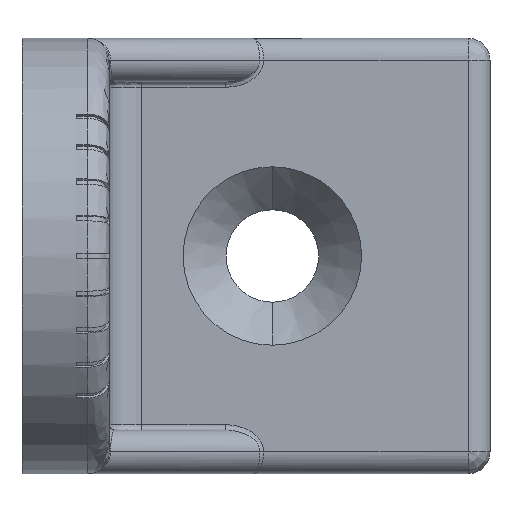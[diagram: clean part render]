
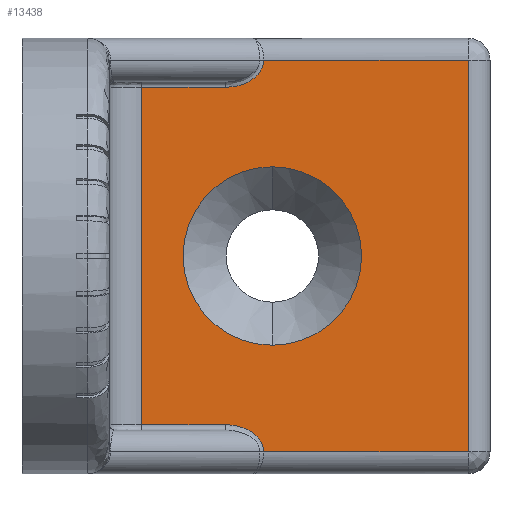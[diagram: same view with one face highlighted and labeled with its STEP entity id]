
A CAD part, left-side view. The second image highlights one B-rep face of the part: STEP entity #13438.
In plain terms, the highlighted planar face has unit normal (-1, 0, 0).
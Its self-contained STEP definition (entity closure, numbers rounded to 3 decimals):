
#2 = ORIENTED_EDGE ( 'NONE', *, *, #13747, .F. ) ;
#33 = VECTOR ( 'NONE', #7431, 1000. ) ;
#105 = AXIS2_PLACEMENT_3D ( 'NONE', #7454, #7832, #7424 ) ;
#322 = VERTEX_POINT ( 'NONE', #9905 ) ;
#347 = CARTESIAN_POINT ( 'NONE',  ( -8., -11., -15.5 ) ) ;
#725 = VERTEX_POINT ( 'NONE', #7639 ) ;
#727 = ORIENTED_EDGE ( 'NONE', *, *, #11326, .F. ) ;
#747 = EDGE_CURVE ( 'NONE', #1970, #5677, #2105, .T. ) ;
#806 = CARTESIAN_POINT ( 'NONE',  ( -8., -20.452, 15.816 ) ) ;
#1242 = ORIENTED_EDGE ( 'NONE', *, *, #7686, .F. ) ;
#1253 = CARTESIAN_POINT ( 'NONE',  ( -8., -41., 18. ) ) ;
#1328 = CARTESIAN_POINT ( 'NONE',  ( -8., -22.207, 18. ) ) ;
#1580 = ORIENTED_EDGE ( 'NONE', *, *, #747, .F. ) ;
#1970 = VERTEX_POINT ( 'NONE', #1328 ) ;
#2105 = LINE ( 'NONE', #7651, #8041 ) ;
#2199 = AXIS2_PLACEMENT_3D ( 'NONE', #4891, #9841, #11818 ) ;
#2313 = VERTEX_POINT ( 'NONE', #347 ) ;
#2460 = ORIENTED_EDGE ( 'NONE', *, *, #11292, .F. ) ;
#2802 = ORIENTED_EDGE ( 'NONE', *, *, #7988, .F. ) ;
#2838 = ORIENTED_EDGE ( 'NONE', *, *, #13108, .F. ) ;
#3276 = CARTESIAN_POINT ( 'NONE',  ( -8., -22.207, 18. ) ) ;
#3305 = VECTOR ( 'NONE', #11934, 1000. ) ;
#3307 = ORIENTED_EDGE ( 'NONE', *, *, #6518, .F. ) ;
#3311 = CARTESIAN_POINT ( 'NONE',  ( -8., -19.134, 15.5 ) ) ;
#3382 = LINE ( 'NONE', #12736, #3305 ) ;
#3435 = CARTESIAN_POINT ( 'NONE',  ( -8., -18.672, 15.5 ) ) ;
#3975 = CARTESIAN_POINT ( 'NONE',  ( -8., -22.207, -18. ) ) ;
#3996 = VECTOR ( 'NONE', #8037, 1000. ) ;
#4331 = EDGE_CURVE ( 'NONE', #322, #13401, #10438, .T. ) ;
#4467 = VECTOR ( 'NONE', #11229, 1000. ) ;
#4646 = CARTESIAN_POINT ( 'NONE',  ( -8., -11., 20. ) ) ;
#4651 = CARTESIAN_POINT ( 'NONE',  ( -8., -22.115, 17.346 ) ) ;
#4660 = DIRECTION ( 'NONE',  ( 0., 0., 1. ) ) ;
#4891 = CARTESIAN_POINT ( 'NONE',  ( -8., -23., 0. ) ) ;
#5262 = CARTESIAN_POINT ( 'NONE',  ( -8., -11., 15.5 ) ) ;
#5473 = CARTESIAN_POINT ( 'NONE',  ( -8., -19.597, 15.565 ) ) ;
#5677 = VERTEX_POINT ( 'NONE', #1253 ) ;
#5819 = FACE_BOUND ( 'NONE', #12539, .T. ) ;
#5867 = CARTESIAN_POINT ( 'NONE',  ( -8., -41., -18. ) ) ;
#6157 = CARTESIAN_POINT ( 'NONE',  ( -8., -20.844, 16.001 ) ) ;
#6158 = B_SPLINE_CURVE_WITH_KNOTS ( 'NONE', 3,
 ( #3435, #3311, #5473, #806, #6157, #11391, #7726, #4651, #6984, #3276 ),
 .UNSPECIFIED., .F., .F.,
 ( 4, 2, 2, 2, 4 ),
 ( 0., 0.25, 0.5, 0.75, 1. ),
 .UNSPECIFIED. ) ;
#6213 = FACE_OUTER_BOUND ( 'NONE', #6850, .T. ) ;
#6518 = EDGE_CURVE ( 'NONE', #7958, #10979, #6599, .T. ) ;
#6599 = B_SPLINE_CURVE_WITH_KNOTS ( 'NONE', 3,
 ( #12670, #12808, #12713, #12657, #12653, #12642, #12626, #12612, #12597, #12585 ),
 .UNSPECIFIED., .F., .F.,
 ( 4, 2, 2, 2, 4 ),
 ( 0., 0.25, 0.5, 0.75, 1. ),
 .UNSPECIFIED. ) ;
#6723 = LINE ( 'NONE', #7699, #3996 ) ;
#6850 = EDGE_LOOP ( 'NONE', ( #3307, #2838, #2460, #1580, #1242, #727, #2, #9838 ) ) ;
#6984 = CARTESIAN_POINT ( 'NONE',  ( -8., -22.207, 17.673 ) ) ;
#7006 = VERTEX_POINT ( 'NONE', #5867 ) ;
#7244 = VECTOR ( 'NONE', #4660, 1000. ) ;
#7424 = DIRECTION ( 'NONE',  ( 0., 1., 0. ) ) ;
#7431 = DIRECTION ( 'NONE',  ( 0., -1., 0. ) ) ;
#7439 = LINE ( 'NONE', #4646, #7244 ) ;
#7441 = PLANE ( 'NONE',  #105 ) ;
#7454 = CARTESIAN_POINT ( 'NONE',  ( -8., -43., 20. ) ) ;
#7489 = CARTESIAN_POINT ( 'NONE',  ( -8., -18.672, -15.5 ) ) ;
#7524 = DIRECTION ( 'NONE',  ( 0., -1., 0. ) ) ;
#7568 = CARTESIAN_POINT ( 'NONE',  ( -8., -43., 15.5 ) ) ;
#7639 = CARTESIAN_POINT ( 'NONE',  ( -8., -18.672, 15.5 ) ) ;
#7651 = CARTESIAN_POINT ( 'NONE',  ( -8., 0., 18. ) ) ;
#7686 = EDGE_CURVE ( 'NONE', #725, #1970, #6158, .T. ) ;
#7699 = CARTESIAN_POINT ( 'NONE',  ( -8., -41., 20. ) ) ;
#7726 = CARTESIAN_POINT ( 'NONE',  ( -8., -21.761, 16.741 ) ) ;
#7832 = DIRECTION ( 'NONE',  ( 1., 0., 0. ) ) ;
#7958 = VERTEX_POINT ( 'NONE', #3975 ) ;
#7988 = EDGE_CURVE ( 'NONE', #13401, #322, #12598, .T. ) ;
#8000 = CARTESIAN_POINT ( 'NONE',  ( -8., -23., 8.2 ) ) ;
#8037 = DIRECTION ( 'NONE',  ( 0., 0., -1. ) ) ;
#8041 = VECTOR ( 'NONE', #7524, 1000. ) ;
#9838 = ORIENTED_EDGE ( 'NONE', *, *, #12904, .F. ) ;
#9841 = DIRECTION ( 'NONE',  ( -1., 0., 0. ) ) ;
#9886 = ORIENTED_EDGE ( 'NONE', *, *, #4331, .F. ) ;
#9905 = CARTESIAN_POINT ( 'NONE',  ( -8., -23., -8.2 ) ) ;
#10438 = CIRCLE ( 'NONE', #2199, 8.2 ) ;
#10979 = VERTEX_POINT ( 'NONE', #7489 ) ;
#11198 = CARTESIAN_POINT ( 'NONE',  ( -8., -43., -18. ) ) ;
#11229 = DIRECTION ( 'NONE',  ( 0., 1., 0. ) ) ;
#11292 = EDGE_CURVE ( 'NONE', #5677, #7006, #6723, .T. ) ;
#11326 = EDGE_CURVE ( 'NONE', #11600, #725, #13255, .T. ) ;
#11391 = CARTESIAN_POINT ( 'NONE',  ( -8., -21.499, 16.464 ) ) ;
#11492 = DIRECTION ( 'NONE',  ( 0., 0., 1. ) ) ;
#11600 = VERTEX_POINT ( 'NONE', #5262 ) ;
#11818 = DIRECTION ( 'NONE',  ( 0., 0., 1. ) ) ;
#11934 = DIRECTION ( 'NONE',  ( 0., 1., 0. ) ) ;
#12104 = DIRECTION ( 'NONE',  ( -1., 0., 0. ) ) ;
#12229 = CARTESIAN_POINT ( 'NONE',  ( -8., -23., 0. ) ) ;
#12539 = EDGE_LOOP ( 'NONE', ( #2802, #9886 ) ) ;
#12585 = CARTESIAN_POINT ( 'NONE',  ( -8., -18.672, -15.5 ) ) ;
#12597 = CARTESIAN_POINT ( 'NONE',  ( -8., -19.134, -15.5 ) ) ;
#12598 = CIRCLE ( 'NONE', #13118, 8.2 ) ;
#12612 = CARTESIAN_POINT ( 'NONE',  ( -8., -19.597, -15.565 ) ) ;
#12626 = CARTESIAN_POINT ( 'NONE',  ( -8., -20.452, -15.816 ) ) ;
#12642 = CARTESIAN_POINT ( 'NONE',  ( -8., -20.844, -16.001 ) ) ;
#12653 = CARTESIAN_POINT ( 'NONE',  ( -8., -21.499, -16.464 ) ) ;
#12657 = CARTESIAN_POINT ( 'NONE',  ( -8., -21.761, -16.741 ) ) ;
#12670 = CARTESIAN_POINT ( 'NONE',  ( -8., -22.207, -18. ) ) ;
#12713 = CARTESIAN_POINT ( 'NONE',  ( -8., -22.115, -17.346 ) ) ;
#12736 = CARTESIAN_POINT ( 'NONE',  ( -8., -43., -15.5 ) ) ;
#12808 = CARTESIAN_POINT ( 'NONE',  ( -8., -22.207, -17.673 ) ) ;
#12904 = EDGE_CURVE ( 'NONE', #10979, #2313, #3382, .T. ) ;
#12952 = LINE ( 'NONE', #11198, #4467 ) ;
#13108 = EDGE_CURVE ( 'NONE', #7006, #7958, #12952, .T. ) ;
#13118 = AXIS2_PLACEMENT_3D ( 'NONE', #12229, #12104, #11492 ) ;
#13255 = LINE ( 'NONE', #7568, #33 ) ;
#13401 = VERTEX_POINT ( 'NONE', #8000 ) ;
#13438 = ADVANCED_FACE ( 'NONE', ( #6213, #5819 ), #7441, .F. ) ;
#13747 = EDGE_CURVE ( 'NONE', #2313, #11600, #7439, .T. ) ;
